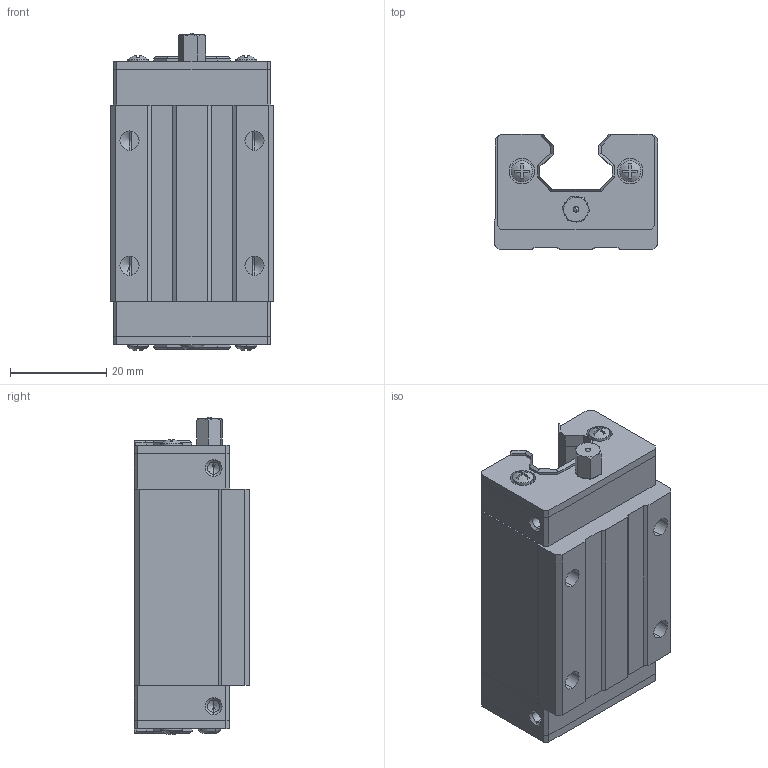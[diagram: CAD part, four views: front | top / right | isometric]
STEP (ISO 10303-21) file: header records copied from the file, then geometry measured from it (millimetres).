
FILE_DESCRIPTION (( 'STEP AP203' ), '1' );
FILE_NAME ('AL-HGH15CA.STEP', '2024-11-26T11:08:26', ( '' ), ( '' ), 'SwSTEP 2.0', 'SolidWorks 2021', '' );
FILE_SCHEMA (( 'CONFIG_CONTROL_DESIGN' ));
Length unit declared in the file: millimetre
Products named in the file (1): AL-HGH15CA
Bounding box: 34 x 24 x 66.08 mm (x, y, z)
Volume: 36099.1 mm3; surface area: 18894.6 mm2
Topology: 11 solids, 11 shells, 370 faces, 944 edges, 581 vertices
Faces by surface type: plane 239, cylinder 66, cone 55, bspline 10
Entity records: 11226 total; most frequent: CARTESIAN_POINT 2350, ORIENTED_EDGE 1824, DIRECTION 1777, EDGE_CURVE 912, LINE 665, VECTOR 665, VERTEX_POINT 581, AXIS2_PLACEMENT_3D 556
